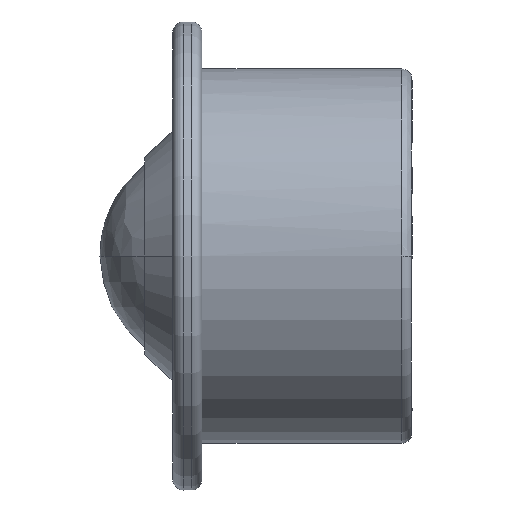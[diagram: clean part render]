
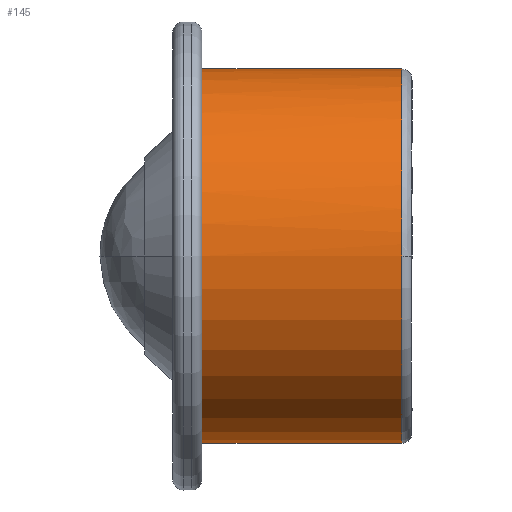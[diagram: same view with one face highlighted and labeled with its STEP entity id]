
A CAD part, left-side view. The second image highlights one B-rep face of the part: STEP entity #145.
In plain terms, the highlighted cylindrical face has radius 18 mm (diameter 36 mm), a partial arc.
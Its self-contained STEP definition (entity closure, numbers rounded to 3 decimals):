
#21 = DIRECTION ( 'NONE',  ( 0., 1., 0. ) ) ;
#29 = EDGE_CURVE ( 'NONE', #72, #760, #839, .T. ) ;
#72 = VERTEX_POINT ( 'NONE', #895 ) ;
#82 = DIRECTION ( 'NONE',  ( 0., 0., 1. ) ) ;
#112 = ORIENTED_EDGE ( 'NONE', *, *, #1017, .T. ) ;
#128 = VECTOR ( 'NONE', #899, 1000. ) ;
#145 = ADVANCED_FACE ( 'NONE', ( #1170 ), #649, .T. ) ;
#167 = ORIENTED_EDGE ( 'NONE', *, *, #519, .F. ) ;
#175 = ORIENTED_EDGE ( 'NONE', *, *, #29, .F. ) ;
#193 = ORIENTED_EDGE ( 'NONE', *, *, #953, .T. ) ;
#206 = CARTESIAN_POINT ( 'NONE',  ( 531.901, 87.308, 0. ) ) ;
#234 = EDGE_LOOP ( 'NONE', ( #262, #167, #175, #193, #112 ) ) ;
#262 = ORIENTED_EDGE ( 'NONE', *, *, #999, .F. ) ;
#265 = CARTESIAN_POINT ( 'NONE',  ( 549.901, 87.308, 0. ) ) ;
#326 = VECTOR ( 'NONE', #401, 1000. ) ;
#376 = AXIS2_PLACEMENT_3D ( 'NONE', #423, #21, #1127 ) ;
#401 = DIRECTION ( 'NONE',  ( 0., 1., 0. ) ) ;
#423 = CARTESIAN_POINT ( 'NONE',  ( 549.901, 87.308, 0. ) ) ;
#424 = CIRCLE ( 'NONE', #1185, 18. ) ;
#460 = CARTESIAN_POINT ( 'NONE',  ( 549.901, 87.308, -18. ) ) ;
#519 = EDGE_CURVE ( 'NONE', #760, #1256, #909, .T. ) ;
#638 = AXIS2_PLACEMENT_3D ( 'NONE', #265, #981, #82 ) ;
#649 = CYLINDRICAL_SURFACE ( 'NONE', #376, 18. ) ;
#760 = VERTEX_POINT ( 'NONE', #961 ) ;
#839 =( BOUNDED_CURVE ( )  B_SPLINE_CURVE ( 2, ( #1198, #1191, #206 ),
 .UNSPECIFIED., .F., .T. ) 
 B_SPLINE_CURVE_WITH_KNOTS ( ( 3, 3 ),
 ( 2.268, 3. ),
 .UNSPECIFIED. ) 
 CURVE ( )  GEOMETRIC_REPRESENTATION_ITEM ( )  RATIONAL_B_SPLINE_CURVE ( ( 0.804, 0.634, 1. ) ) 
 REPRESENTATION_ITEM ( '' )  );
#870 = LINE ( 'NONE', #1005, #326 ) ;
#895 = CARTESIAN_POINT ( 'NONE',  ( 549.901, 87.308, 18. ) ) ;
#899 = DIRECTION ( 'NONE',  ( 0., 1., 0. ) ) ;
#900 = LINE ( 'NONE', #1104, #128 ) ;
#901 = VERTEX_POINT ( 'NONE', #988 ) ;
#909 = CIRCLE ( 'NONE', #638, 18. ) ;
#912 = CARTESIAN_POINT ( 'NONE',  ( 549.901, 106.524, 0. ) ) ;
#953 = EDGE_CURVE ( 'NONE', #72, #1035, #870, .T. ) ;
#961 = CARTESIAN_POINT ( 'NONE',  ( 531.901, 87.308, 0. ) ) ;
#981 = DIRECTION ( 'NONE',  ( 0., -1., 0. ) ) ;
#988 = CARTESIAN_POINT ( 'NONE',  ( 549.901, 106.524, -18. ) ) ;
#999 = EDGE_CURVE ( 'NONE', #1256, #901, #900, .T. ) ;
#1005 = CARTESIAN_POINT ( 'NONE',  ( 549.901, 87.308, 18. ) ) ;
#1009 = CARTESIAN_POINT ( 'NONE',  ( 549.901, 106.524, 18. ) ) ;
#1017 = EDGE_CURVE ( 'NONE', #1035, #901, #424, .T. ) ;
#1035 = VERTEX_POINT ( 'NONE', #1009 ) ;
#1091 = DIRECTION ( 'NONE',  ( 0., 0., -1. ) ) ;
#1104 = CARTESIAN_POINT ( 'NONE',  ( 549.901, 87.308, -18. ) ) ;
#1107 = DIRECTION ( 'NONE',  ( 0., -1., 0. ) ) ;
#1127 = DIRECTION ( 'NONE',  ( 0., 0., 1. ) ) ;
#1170 = FACE_OUTER_BOUND ( 'NONE', #234, .T. ) ;
#1185 = AXIS2_PLACEMENT_3D ( 'NONE', #912, #1107, #1091 ) ;
#1191 = CARTESIAN_POINT ( 'NONE',  ( 531.901, 87.308, 18. ) ) ;
#1198 = CARTESIAN_POINT ( 'NONE',  ( 549.901, 87.308, 18. ) ) ;
#1256 = VERTEX_POINT ( 'NONE', #460 ) ;
